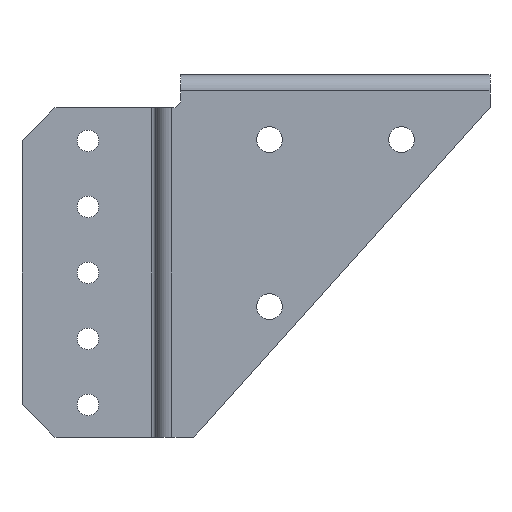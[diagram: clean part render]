
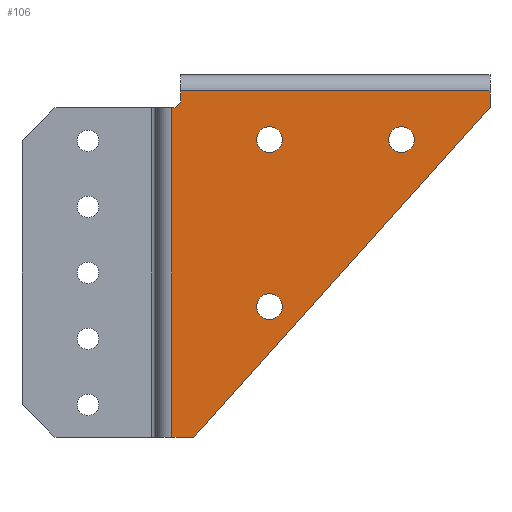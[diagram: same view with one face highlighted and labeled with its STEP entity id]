
A CAD part, front view. The second image highlights one B-rep face of the part: STEP entity #106.
In plain terms, the highlighted planar face has unit normal (0, -1, 0).
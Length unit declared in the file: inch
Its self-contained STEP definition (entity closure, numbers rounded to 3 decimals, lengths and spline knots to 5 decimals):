
#61 = CARTESIAN_POINT ( 'NONE',  ( 1.17075, -1.36503, -2.655 ) ) ;
#106 = ADVANCED_FACE ( 'NONE', ( #623, #3005, #3311, #2439 ), #1211, .T. ) ;
#124 = CARTESIAN_POINT ( 'NONE',  ( -1.23875, -1.36503, -0.096 ) ) ;
#150 = CIRCLE ( 'NONE', #2044, 0.064 ) ;
#163 = ORIENTED_EDGE ( 'NONE', *, *, #2863, .T. ) ;
#169 = ORIENTED_EDGE ( 'NONE', *, *, #3244, .T. ) ;
#208 = ORIENTED_EDGE ( 'NONE', *, *, #745, .T. ) ;
#214 = EDGE_CURVE ( 'NONE', #2819, #798, #1280, .T. ) ;
#256 = VERTEX_POINT ( 'NONE', #2082 ) ;
#257 = EDGE_LOOP ( 'NONE', ( #3154, #550 ) ) ;
#263 = CIRCLE ( 'NONE', #2903, 0.098 ) ;
#290 = VERTEX_POINT ( 'NONE', #1847 ) ;
#323 = ORIENTED_EDGE ( 'NONE', *, *, #2505, .T. ) ;
#329 = ORIENTED_EDGE ( 'NONE', *, *, #2770, .T. ) ;
#381 = ORIENTED_EDGE ( 'NONE', *, *, #980, .T. ) ;
#390 = DIRECTION ( 'NONE',  ( -1., 0., 0. ) ) ;
#398 = CARTESIAN_POINT ( 'NONE',  ( 0.5, -1.36503, -0.401 ) ) ;
#404 = CARTESIAN_POINT ( 'NONE',  ( -1.23475, -1.36503, -0.16 ) ) ;
#461 = VERTEX_POINT ( 'NONE', #3188 ) ;
#508 = CARTESIAN_POINT ( 'NONE',  ( 1.17075, -1.36503, -0.032 ) ) ;
#550 = ORIENTED_EDGE ( 'NONE', *, *, #598, .T. ) ;
#566 = VECTOR ( 'NONE', #2756, 39.37008 ) ;
#567 = ORIENTED_EDGE ( 'NONE', *, *, #2485, .T. ) ;
#570 = CIRCLE ( 'NONE', #2467, 0.098 ) ;
#598 = EDGE_CURVE ( 'NONE', #798, #2819, #263, .T. ) ;
#608 = CARTESIAN_POINT ( 'NONE',  ( 0.5, -1.36503, -0.401 ) ) ;
#623 = FACE_OUTER_BOUND ( 'NONE', #1733, .T. ) ;
#668 = DIRECTION ( 'NONE',  ( 0., 1., 0. ) ) ;
#694 = DIRECTION ( 'NONE',  ( 1., 0., 0. ) ) ;
#745 = EDGE_CURVE ( 'NONE', #3132, #461, #150, .T. ) ;
#780 = ORIENTED_EDGE ( 'NONE', *, *, #1425, .T. ) ;
#798 = VERTEX_POINT ( 'NONE', #3137 ) ;
#813 = ORIENTED_EDGE ( 'NONE', *, *, #2385, .T. ) ;
#837 = CARTESIAN_POINT ( 'NONE',  ( -1.9948, -1.36503, -2.655 ) ) ;
#858 = CIRCLE ( 'NONE', #2192, 0.098 ) ;
#869 = CARTESIAN_POINT ( 'NONE',  ( -1.17075, -1.36503, -0.096 ) ) ;
#920 = LINE ( 'NONE', #2253, #566 ) ;
#926 = DIRECTION ( 'NONE',  ( 0., 1., 0. ) ) ;
#956 = DIRECTION ( 'NONE',  ( 0., 0., -1. ) ) ;
#957 = VERTEX_POINT ( 'NONE', #3236 ) ;
#980 = EDGE_CURVE ( 'NONE', #2926, #290, #2508, .T. ) ;
#983 = DIRECTION ( 'NONE',  ( 0., 0., -1. ) ) ;
#1004 = VECTOR ( 'NONE', #390, 39.37008 ) ;
#1105 = DIRECTION ( 'NONE',  ( 0., 0., -1. ) ) ;
#1170 = CARTESIAN_POINT ( 'NONE',  ( -1.23875, -1.36503, -0.16 ) ) ;
#1176 = EDGE_LOOP ( 'NONE', ( #163, #323 ) ) ;
#1207 = CARTESIAN_POINT ( 'NONE',  ( -0.5, -1.36503, -1.666 ) ) ;
#1210 = LINE ( 'NONE', #2986, #1663 ) ;
#1211 = PLANE ( 'NONE',  #1929 ) ;
#1263 = DIRECTION ( 'NONE',  ( 0., 0., -1. ) ) ;
#1280 = CIRCLE ( 'NONE', #1985, 0.098 ) ;
#1287 = EDGE_CURVE ( 'NONE', #2278, #957, #920, .T. ) ;
#1295 = ORIENTED_EDGE ( 'NONE', *, *, #1287, .T. ) ;
#1337 = VECTOR ( 'NONE', #2184, 39.37008 ) ;
#1394 = DIRECTION ( 'NONE',  ( 0., 1., 0. ) ) ;
#1425 = EDGE_CURVE ( 'NONE', #461, #2926, #2704, .T. ) ;
#1441 = AXIS2_PLACEMENT_3D ( 'NONE', #608, #1641, #2671 ) ;
#1463 = DIRECTION ( 'NONE',  ( 0., 0., -1. ) ) ;
#1466 = DIRECTION ( 'NONE',  ( 0.668, 0., 0.744 ) ) ;
#1479 = DIRECTION ( 'NONE',  ( 0., 0., -1. ) ) ;
#1504 = VERTEX_POINT ( 'NONE', #2555 ) ;
#1526 = CARTESIAN_POINT ( 'NONE',  ( -0.5, -1.36503, -1.568 ) ) ;
#1549 = DIRECTION ( 'NONE',  ( 0., 1., 0. ) ) ;
#1592 = DIRECTION ( 'NONE',  ( 1., 0., 0. ) ) ;
#1627 = CARTESIAN_POINT ( 'NONE',  ( -0.5, -1.36503, -0.499 ) ) ;
#1641 = DIRECTION ( 'NONE',  ( 0., 1., 0. ) ) ;
#1642 = CARTESIAN_POINT ( 'NONE',  ( -1.23475, -1.36503, -0.096 ) ) ;
#1645 = VERTEX_POINT ( 'NONE', #2489 ) ;
#1663 = VECTOR ( 'NONE', #1466, 39.37008 ) ;
#1706 = DIRECTION ( 'NONE',  ( 0., 0., -1. ) ) ;
#1727 = DIRECTION ( 'NONE',  ( 0., -1., 0. ) ) ;
#1733 = EDGE_LOOP ( 'NONE', ( #1835, #1295, #1776, #329, #2543, #813, #208, #780, #381 ) ) ;
#1766 = CIRCLE ( 'NONE', #2196, 0.098 ) ;
#1776 = ORIENTED_EDGE ( 'NONE', *, *, #2076, .T. ) ;
#1835 = ORIENTED_EDGE ( 'NONE', *, *, #2817, .T. ) ;
#1847 = CARTESIAN_POINT ( 'NONE',  ( -1.23875, -1.36503, -2.655 ) ) ;
#1848 = VERTEX_POINT ( 'NONE', #1526 ) ;
#1860 = VERTEX_POINT ( 'NONE', #508 ) ;
#1929 = AXIS2_PLACEMENT_3D ( 'NONE', #3296, #1727, #983 ) ;
#1950 = CARTESIAN_POINT ( 'NONE',  ( -0.5, -1.36503, -1.666 ) ) ;
#1985 = AXIS2_PLACEMENT_3D ( 'NONE', #2321, #2371, #1263 ) ;
#2044 = AXIS2_PLACEMENT_3D ( 'NONE', #1642, #1394, #2882 ) ;
#2076 = EDGE_CURVE ( 'NONE', #957, #256, #1210, .T. ) ;
#2082 = CARTESIAN_POINT ( 'NONE',  ( 1.17075, -1.36503, -0.157 ) ) ;
#2124 = CARTESIAN_POINT ( 'NONE',  ( -1.17075, -1.36503, -0.096 ) ) ;
#2145 = VECTOR ( 'NONE', #1592, 39.37008 ) ;
#2173 = LINE ( 'NONE', #2124, #2787 ) ;
#2184 = DIRECTION ( 'NONE',  ( 0., 0., 1. ) ) ;
#2192 = AXIS2_PLACEMENT_3D ( 'NONE', #1950, #668, #1706 ) ;
#2196 = AXIS2_PLACEMENT_3D ( 'NONE', #1207, #926, #1463 ) ;
#2228 = EDGE_LOOP ( 'NONE', ( #169, #567 ) ) ;
#2253 = CARTESIAN_POINT ( 'NONE',  ( 0.1235, -1.36503, -1.45425 ) ) ;
#2278 = VERTEX_POINT ( 'NONE', #3090 ) ;
#2321 = CARTESIAN_POINT ( 'NONE',  ( -0.5, -1.36503, -0.401 ) ) ;
#2371 = DIRECTION ( 'NONE',  ( 0., 1., 0. ) ) ;
#2385 = EDGE_CURVE ( 'NONE', #1504, #3132, #2173, .T. ) ;
#2439 = FACE_BOUND ( 'NONE', #257, .T. ) ;
#2467 = AXIS2_PLACEMENT_3D ( 'NONE', #398, #2494, #1479 ) ;
#2468 = VERTEX_POINT ( 'NONE', #3034 ) ;
#2485 = EDGE_CURVE ( 'NONE', #1848, #2468, #1766, .T. ) ;
#2489 = CARTESIAN_POINT ( 'NONE',  ( 0.5, -1.36503, -0.303 ) ) ;
#2494 = DIRECTION ( 'NONE',  ( 0., 1., 0. ) ) ;
#2505 = EDGE_CURVE ( 'NONE', #1645, #3036, #570, .T. ) ;
#2508 = LINE ( 'NONE', #124, #2686 ) ;
#2543 = ORIENTED_EDGE ( 'NONE', *, *, #2935, .F. ) ;
#2555 = CARTESIAN_POINT ( 'NONE',  ( -1.17075, -1.36503, -0.032 ) ) ;
#2671 = DIRECTION ( 'NONE',  ( 0., 0., -1. ) ) ;
#2675 = VECTOR ( 'NONE', #694, 39.37008 ) ;
#2686 = VECTOR ( 'NONE', #956, 39.37008 ) ;
#2704 = LINE ( 'NONE', #404, #1004 ) ;
#2742 = CARTESIAN_POINT ( 'NONE',  ( 1.17075, -1.36503, -0.032 ) ) ;
#2756 = DIRECTION ( 'NONE',  ( 0.707, 0., 0.707 ) ) ;
#2770 = EDGE_CURVE ( 'NONE', #256, #1860, #2896, .T. ) ;
#2787 = VECTOR ( 'NONE', #1105, 39.37008 ) ;
#2817 = EDGE_CURVE ( 'NONE', #290, #2278, #2880, .T. ) ;
#2819 = VERTEX_POINT ( 'NONE', #1627 ) ;
#2863 = EDGE_CURVE ( 'NONE', #3036, #1645, #3278, .T. ) ;
#2880 = LINE ( 'NONE', #837, #2145 ) ;
#2882 = DIRECTION ( 'NONE',  ( 0., 0., 1. ) ) ;
#2896 = LINE ( 'NONE', #61, #1337 ) ;
#2903 = AXIS2_PLACEMENT_3D ( 'NONE', #3050, #1549, #3124 ) ;
#2926 = VERTEX_POINT ( 'NONE', #1170 ) ;
#2935 = EDGE_CURVE ( 'NONE', #1504, #1860, #2979, .T. ) ;
#2979 = LINE ( 'NONE', #2742, #2675 ) ;
#2986 = CARTESIAN_POINT ( 'NONE',  ( 0.12813, -1.36503, -1.31893 ) ) ;
#3005 = FACE_BOUND ( 'NONE', #2228, .T. ) ;
#3034 = CARTESIAN_POINT ( 'NONE',  ( -0.5, -1.36503, -1.764 ) ) ;
#3036 = VERTEX_POINT ( 'NONE', #3115 ) ;
#3050 = CARTESIAN_POINT ( 'NONE',  ( -0.5, -1.36503, -0.401 ) ) ;
#3090 = CARTESIAN_POINT ( 'NONE',  ( -1.07725, -1.36503, -2.655 ) ) ;
#3115 = CARTESIAN_POINT ( 'NONE',  ( 0.5, -1.36503, -0.499 ) ) ;
#3124 = DIRECTION ( 'NONE',  ( 0., 0., -1. ) ) ;
#3132 = VERTEX_POINT ( 'NONE', #869 ) ;
#3137 = CARTESIAN_POINT ( 'NONE',  ( -0.5, -1.36503, -0.303 ) ) ;
#3154 = ORIENTED_EDGE ( 'NONE', *, *, #214, .T. ) ;
#3188 = CARTESIAN_POINT ( 'NONE',  ( -1.23475, -1.36503, -0.16 ) ) ;
#3236 = CARTESIAN_POINT ( 'NONE',  ( -1.01398, -1.36503, -2.59174 ) ) ;
#3244 = EDGE_CURVE ( 'NONE', #2468, #1848, #858, .T. ) ;
#3278 = CIRCLE ( 'NONE', #1441, 0.098 ) ;
#3296 = CARTESIAN_POINT ( 'NONE',  ( -1.23475, -1.36503, -0.096 ) ) ;
#3311 = FACE_BOUND ( 'NONE', #1176, .T. ) ;
